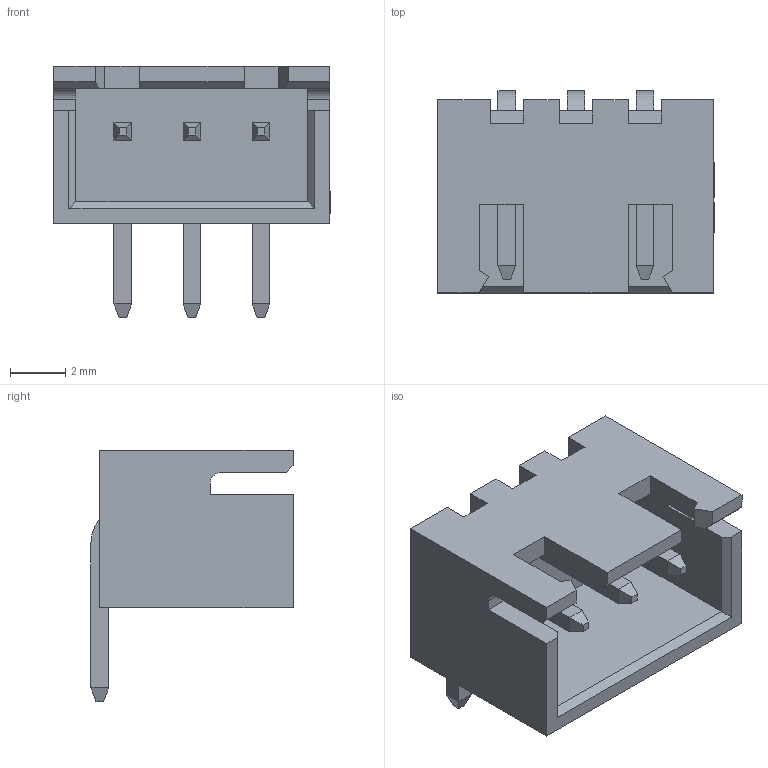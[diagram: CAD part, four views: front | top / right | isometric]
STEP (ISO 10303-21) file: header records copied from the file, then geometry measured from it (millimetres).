
FILE_DESCRIPTION (( 'STEP AP214' ), '1' );
FILE_NAME ('CONN-TH_3P-P2.50_DEALON_XH-W-3A.STEP', '2023-03-13T06:32:32', ( 'PC' ), ( 'Microsoft' ), 'SwSTEP 2.0', 'SolidWorks 2020', '' );
FILE_SCHEMA (( 'AUTOMOTIVE_DESIGN' ));
Length unit declared in the file: millimetre
Products named in the file (1): CONN-TH_3P-P2.50_DEALON_XH-W-3A
Bounding box: 10.01 x 7.32 x 9.1 mm (x, y, z)
Volume: 216.7 mm3; surface area: 540.2 mm2
Topology: 1 solids, 1 shells, 340 faces, 913 edges, 600 vertices
Faces by surface type: plane 232, bspline 98, cylinder 10
Entity records: 14775 total; most frequent: CARTESIAN_POINT 3160, ORIENTED_EDGE 1826, DIRECTION 1219, EDGE_CURVE 913, VECTOR 693, LINE 693, VERTEX_POINT 600, EDGE_LOOP 365
